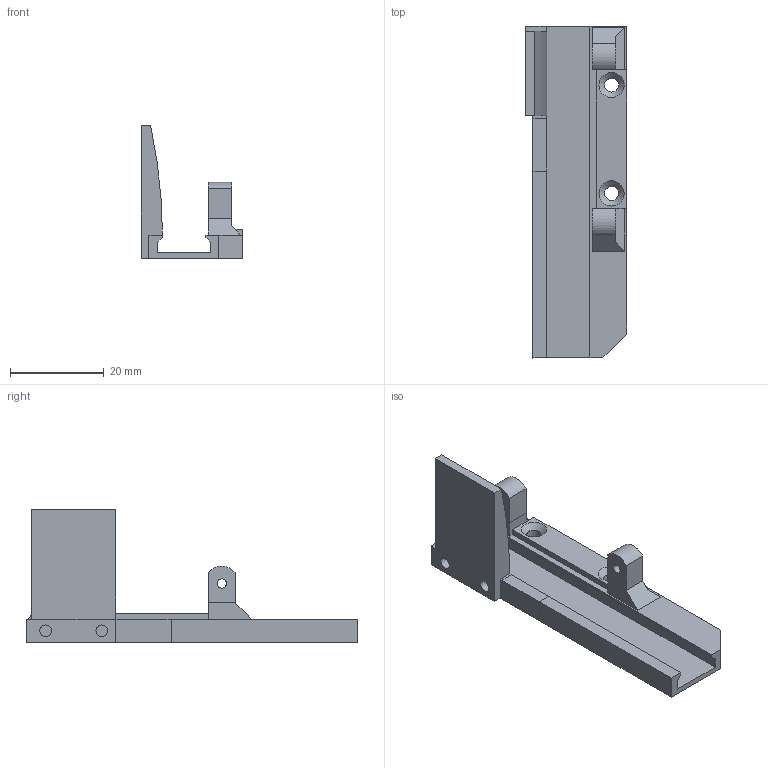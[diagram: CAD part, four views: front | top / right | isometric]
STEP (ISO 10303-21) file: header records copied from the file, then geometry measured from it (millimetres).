
FILE_DESCRIPTION(/* description */ (''),/* implementation_level */ '2;1');
FILE_NAME(/* name */ 'AxisY.step',/* time_stamp */ '2022-02-17T14:02:10+01:00',/* author */ (''),/* organization */ (''),/* preprocessor_version */ 'ST-DEVELOPER v18.1',/* originating_system */ 'Autodesk Translation Framework v10.13.0.1454',/* authorisation */ '');
FILE_SCHEMA (('AUTOMOTIVE_DESIGN { 1 0 10303 214 3 1 1 }'));
Length unit declared in the file: millimetre
Products named in the file (1): (Unsaved)
Bounding box: 21.71 x 70.95 x 28.4 mm (x, y, z)
Volume: 6630.2 mm3; surface area: 6393.1 mm2
Topology: 1 solids, 1 shells, 92 faces, 253 edges, 165 vertices
Faces by surface type: plane 79, cylinder 11, cone 2
Full cylindrical faces by diameter (mm): 2 x4, 2.5 x2, 3 x2
Entity records: 2932 total; most frequent: CARTESIAN_POINT 511, ORIENTED_EDGE 506, DIRECTION 473, EDGE_CURVE 253, LINE 219, VECTOR 219, VERTEX_POINT 165, AXIS2_PLACEMENT_3D 127
